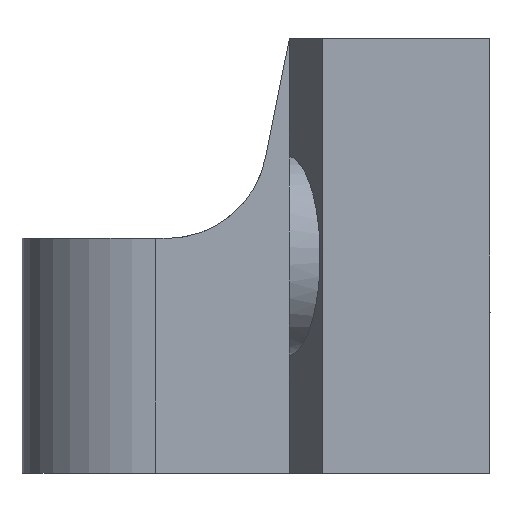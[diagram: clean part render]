
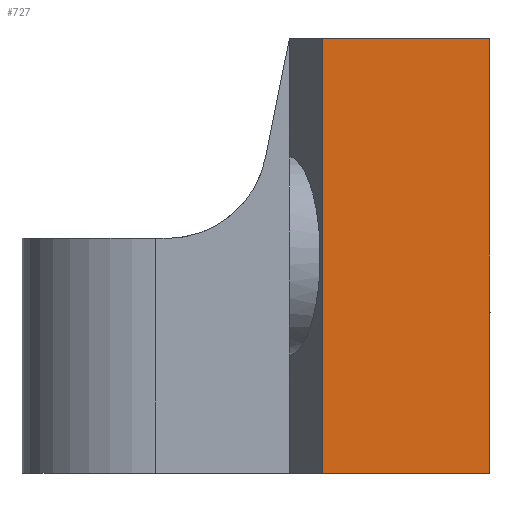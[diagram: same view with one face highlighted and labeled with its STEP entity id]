
A CAD part, front view. The second image highlights one B-rep face of the part: STEP entity #727.
In plain terms, the highlighted planar face has unit normal (0, -1, 0).
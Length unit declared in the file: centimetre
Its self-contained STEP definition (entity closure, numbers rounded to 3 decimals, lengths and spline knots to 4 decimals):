
#70=FACE_OUTER_BOUND('',#110,.T.);
#110=EDGE_LOOP('',(#610,#611,#612,#613));
#132=LINE('',#1039,#204);
#188=LINE('',#1203,#260);
#189=LINE('',#1205,#261);
#190=LINE('',#1206,#262);
#204=VECTOR('',#830,100.);
#260=VECTOR('',#976,100.);
#261=VECTOR('',#977,100.);
#262=VECTOR('',#978,100.);
#304=VERTEX_POINT('',#1036);
#305=VERTEX_POINT('',#1038);
#360=VERTEX_POINT('',#1202);
#361=VERTEX_POINT('',#1204);
#377=EDGE_CURVE('',#304,#305,#132,.T.);
#457=EDGE_CURVE('',#304,#360,#188,.T.);
#458=EDGE_CURVE('',#361,#360,#189,.T.);
#459=EDGE_CURVE('',#361,#305,#190,.T.);
#610=ORIENTED_EDGE('',*,*,#457,.T.);
#611=ORIENTED_EDGE('',*,*,#458,.F.);
#612=ORIENTED_EDGE('',*,*,#459,.T.);
#613=ORIENTED_EDGE('',*,*,#377,.F.);
#695=PLANE('',#791);
#727=ADVANCED_FACE('',(#70),#695,.T.);
#791=AXIS2_PLACEMENT_3D('',#1201,#974,#975);
#830=DIRECTION('',(0.,0.,-1.));
#974=DIRECTION('center_axis',(0.,-1.,0.));
#975=DIRECTION('ref_axis',(1.,0.,0.));
#976=DIRECTION('',(-1.,0.,0.));
#977=DIRECTION('',(0.,0.,1.));
#978=DIRECTION('',(1.,0.,0.));
#1036=CARTESIAN_POINT('',(-0.8562,-1.1905,1.654));
#1038=CARTESIAN_POINT('',(-0.8562,-1.1905,0.354));
#1039=CARTESIAN_POINT('',(-0.8562,-1.1905,0.354));
#1201=CARTESIAN_POINT('Origin',(-1.0812,-1.1905,0.354));
#1202=CARTESIAN_POINT('',(-1.3562,-1.1905,1.654));
#1203=CARTESIAN_POINT('',(-1.2062,-1.1905,1.654));
#1204=CARTESIAN_POINT('',(-1.3562,-1.1905,0.354));
#1205=CARTESIAN_POINT('',(-1.3562,-1.1905,0.354));
#1206=CARTESIAN_POINT('',(-1.3562,-1.1905,0.354));
